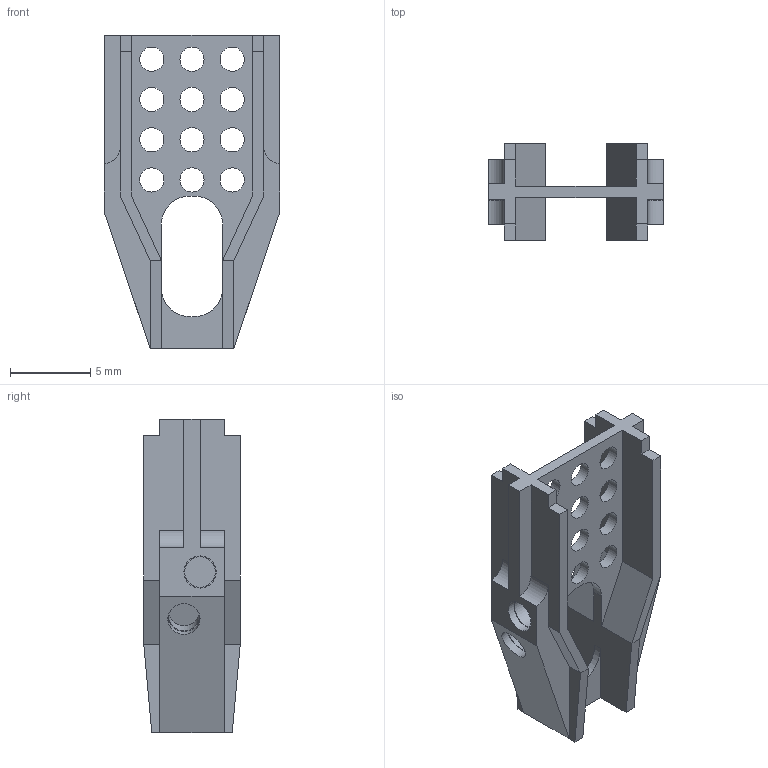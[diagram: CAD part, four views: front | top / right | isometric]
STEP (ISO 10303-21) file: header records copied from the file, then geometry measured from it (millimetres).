
FILE_DESCRIPTION(/* description */ (''),/* implementation_level */ '2;1');
FILE_NAME(/* name */ 'Payload_NP2.stp',/* time_stamp */ '2023-03-17T16:12:16Z',/* author */ ('Pip'),/* organization */ (''),/* preprocessor_version */ 'ST-DEVELOPER v19',/* originating_system */ 'Autodesk Inventor 2023',/* authorisation */ '');
FILE_SCHEMA (('AUTOMOTIVE_DESIGN { 1 0 10303 214 3 1 1 }'));
Length unit declared in the file: millimetre
Products named in the file (1): ProbeMount_vC
Bounding box: 10.9 x 6 x 19.5 mm (x, y, z)
Volume: 311.4 mm3; surface area: 831.8 mm2
Topology: 1 solids, 1 shells, 94 faces, 246 edges, 160 vertices
Faces by surface type: plane 66, cylinder 28
Full cylindrical faces by diameter (mm): 1.5 x12, 1.9 x4, 2 x4
Entity records: 2965 total; most frequent: CARTESIAN_POINT 501, ORIENTED_EDGE 492, DIRECTION 492, EDGE_CURVE 246, LINE 190, VECTOR 190, VERTEX_POINT 160, AXIS2_PLACEMENT_3D 151
